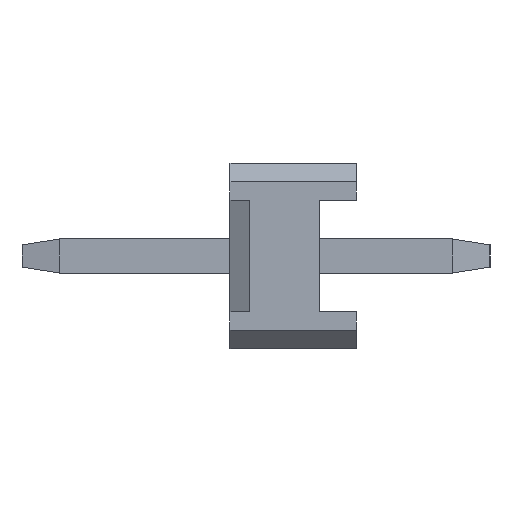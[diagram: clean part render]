
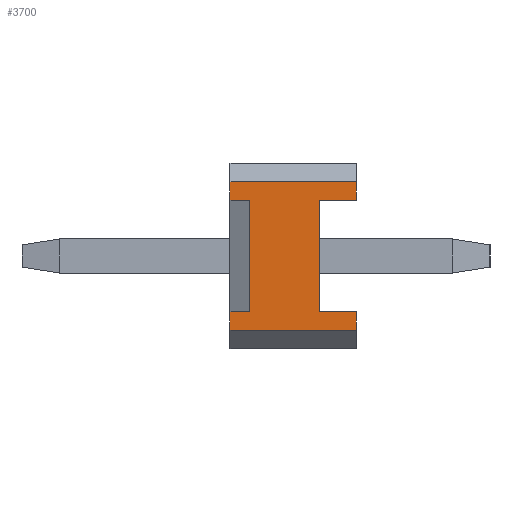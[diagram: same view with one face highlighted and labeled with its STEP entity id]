
A CAD part, left-side view. The second image highlights one B-rep face of the part: STEP entity #3700.
In plain terms, the highlighted planar face has unit normal (-1, 0, 0).
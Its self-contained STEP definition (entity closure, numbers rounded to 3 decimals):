
#3597=CARTESIAN_POINT('',(-0.635,0.,0.));
#3598=DIRECTION('',(0.,0.,-1.));
#3599=DIRECTION('',(-1.,-0.,-0.));
#3600=AXIS2_PLACEMENT_3D('',#3597,#3599,#3598);
#3601=PLANE('',#3600);
#3602=CARTESIAN_POINT('',(-0.635,1.7,-0.75));
#3603=VERTEX_POINT('',#3602);
#3604=CARTESIAN_POINT('',(-0.635,1.7,-1.));
#3605=VERTEX_POINT('',#3604);
#3606=CARTESIAN_POINT('',(-0.635,1.7,-0.75));
#3607=DIRECTION('',(0.,0.,-1.));
#3608=VECTOR('',#3607,0.25);
#3609=LINE('',#3606,#3608);
#3610=EDGE_CURVE('',#3603,#3605,#3609,.T.);
#3611=ORIENTED_EDGE('',*,*,#3610,.T.);
#3612=CARTESIAN_POINT('',(-0.635,0.,-1.));
#3613=VERTEX_POINT('',#3612);
#3614=CARTESIAN_POINT('',(-0.635,1.7,-1.));
#3615=DIRECTION('',(0.,-1.,0.));
#3616=VECTOR('',#3615,1.7);
#3617=LINE('',#3614,#3616);
#3618=EDGE_CURVE('',#3605,#3613,#3617,.T.);
#3619=ORIENTED_EDGE('',*,*,#3618,.T.);
#3620=CARTESIAN_POINT('',(-0.635,0.,-0.75));
#3621=VERTEX_POINT('',#3620);
#3622=CARTESIAN_POINT('',(-0.635,0.,-1.));
#3623=DIRECTION('',(0.,0.,1.));
#3624=VECTOR('',#3623,0.25);
#3625=LINE('',#3622,#3624);
#3626=EDGE_CURVE('',#3613,#3621,#3625,.T.);
#3627=ORIENTED_EDGE('',*,*,#3626,.T.);
#3628=CARTESIAN_POINT('',(-0.635,0.5,-0.75));
#3629=VERTEX_POINT('',#3628);
#3630=CARTESIAN_POINT('',(-0.635,0.,-0.75));
#3631=DIRECTION('',(0.,1.,0.));
#3632=VECTOR('',#3631,0.5);
#3633=LINE('',#3630,#3632);
#3634=EDGE_CURVE('',#3621,#3629,#3633,.T.);
#3635=ORIENTED_EDGE('',*,*,#3634,.T.);
#3636=CARTESIAN_POINT('',(-0.635,0.5,0.75));
#3637=VERTEX_POINT('',#3636);
#3638=CARTESIAN_POINT('',(-0.635,0.5,-0.75));
#3639=DIRECTION('',(0.,0.,1.));
#3640=VECTOR('',#3639,1.5);
#3641=LINE('',#3638,#3640);
#3642=EDGE_CURVE('',#3629,#3637,#3641,.T.);
#3643=ORIENTED_EDGE('',*,*,#3642,.T.);
#3644=CARTESIAN_POINT('',(-0.635,0.,0.75));
#3645=VERTEX_POINT('',#3644);
#3646=CARTESIAN_POINT('',(-0.635,0.5,0.75));
#3647=DIRECTION('',(0.,-1.,0.));
#3648=VECTOR('',#3647,0.5);
#3649=LINE('',#3646,#3648);
#3650=EDGE_CURVE('',#3637,#3645,#3649,.T.);
#3651=ORIENTED_EDGE('',*,*,#3650,.T.);
#3652=CARTESIAN_POINT('',(-0.635,0.,1.));
#3653=VERTEX_POINT('',#3652);
#3654=CARTESIAN_POINT('',(-0.635,0.,0.75));
#3655=DIRECTION('',(0.,0.,1.));
#3656=VECTOR('',#3655,0.25);
#3657=LINE('',#3654,#3656);
#3658=EDGE_CURVE('',#3645,#3653,#3657,.T.);
#3659=ORIENTED_EDGE('',*,*,#3658,.T.);
#3660=CARTESIAN_POINT('',(-0.635,1.7,1.));
#3661=VERTEX_POINT('',#3660);
#3662=CARTESIAN_POINT('',(-0.635,0.,1.));
#3663=DIRECTION('',(0.,1.,0.));
#3664=VECTOR('',#3663,1.7);
#3665=LINE('',#3662,#3664);
#3666=EDGE_CURVE('',#3653,#3661,#3665,.T.);
#3667=ORIENTED_EDGE('',*,*,#3666,.T.);
#3668=CARTESIAN_POINT('',(-0.635,1.7,0.75));
#3669=VERTEX_POINT('',#3668);
#3670=CARTESIAN_POINT('',(-0.635,1.7,1.));
#3671=DIRECTION('',(0.,0.,-1.));
#3672=VECTOR('',#3671,0.25);
#3673=LINE('',#3670,#3672);
#3674=EDGE_CURVE('',#3661,#3669,#3673,.T.);
#3675=ORIENTED_EDGE('',*,*,#3674,.T.);
#3676=CARTESIAN_POINT('',(-0.635,1.44,0.75));
#3677=VERTEX_POINT('',#3676);
#3678=CARTESIAN_POINT('',(-0.635,1.7,0.75));
#3679=DIRECTION('',(0.,-1.,0.));
#3680=VECTOR('',#3679,0.26);
#3681=LINE('',#3678,#3680);
#3682=EDGE_CURVE('',#3669,#3677,#3681,.T.);
#3683=ORIENTED_EDGE('',*,*,#3682,.T.);
#3684=CARTESIAN_POINT('',(-0.635,1.44,-0.75));
#3685=VERTEX_POINT('',#3684);
#3686=CARTESIAN_POINT('',(-0.635,1.44,0.75));
#3687=DIRECTION('',(0.,0.,-1.));
#3688=VECTOR('',#3687,1.5);
#3689=LINE('',#3686,#3688);
#3690=EDGE_CURVE('',#3677,#3685,#3689,.T.);
#3691=ORIENTED_EDGE('',*,*,#3690,.T.);
#3692=CARTESIAN_POINT('',(-0.635,1.44,-0.75));
#3693=DIRECTION('',(0.,1.,0.));
#3694=VECTOR('',#3693,0.26);
#3695=LINE('',#3692,#3694);
#3696=EDGE_CURVE('',#3685,#3603,#3695,.T.);
#3697=ORIENTED_EDGE('',*,*,#3696,.T.);
#3698=EDGE_LOOP('',(#3611,#3619,#3627,#3635,#3643,#3651,#3659,#3667,#3675,#3683,#3691,#3697));
#3699=FACE_OUTER_BOUND('',#3698,.T.);
#3700=ADVANCED_FACE('',(#3699),#3601,.T.);
